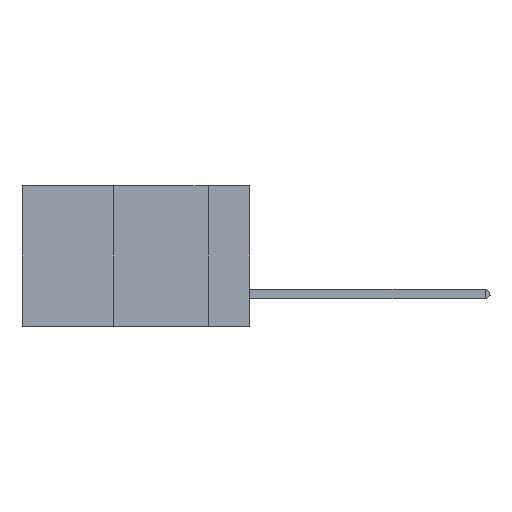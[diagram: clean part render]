
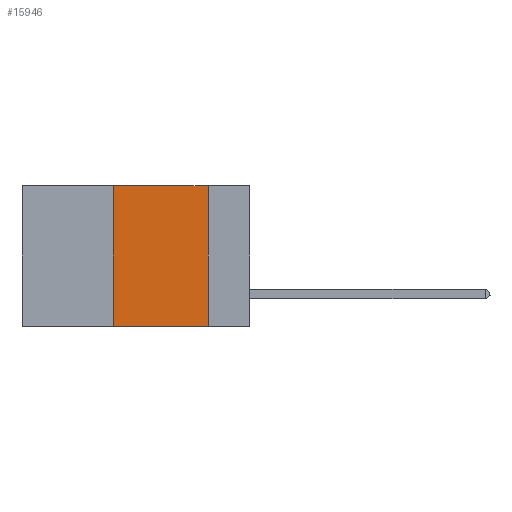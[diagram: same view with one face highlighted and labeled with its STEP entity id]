
A CAD part, left-side view. The second image highlights one B-rep face of the part: STEP entity #15946.
In plain terms, the highlighted planar face has unit normal (-1, 0, 0).
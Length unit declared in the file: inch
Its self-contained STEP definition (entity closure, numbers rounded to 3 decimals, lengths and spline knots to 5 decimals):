
#721 = VERTEX_POINT ( 'NONE', #7193 ) ;
#1789 = ORIENTED_EDGE ( 'NONE', *, *, #5441, .F. ) ;
#3346 = CARTESIAN_POINT ( 'NONE',  ( 0., 0.6, 0. ) ) ;
#4797 = CARTESIAN_POINT ( 'NONE',  ( 0., 0.6, 0. ) ) ;
#5217 = ORIENTED_EDGE ( 'NONE', *, *, #20610, .T. ) ;
#5441 = EDGE_CURVE ( 'NONE', #16320, #20529, #15217, .T. ) ;
#5669 = CARTESIAN_POINT ( 'NONE',  ( 0., 0.11, 0. ) ) ;
#6175 = EDGE_LOOP ( 'NONE', ( #1789, #12552, #12907, #5217 ) ) ;
#6332 = FACE_OUTER_BOUND ( 'NONE', #6175, .T. ) ;
#6840 = CARTESIAN_POINT ( 'NONE',  ( 0., 0.11, -0.37 ) ) ;
#7193 = CARTESIAN_POINT ( 'NONE',  ( 0., 0.36, 0. ) ) ;
#7885 = DIRECTION ( 'NONE',  ( 0., 0., -1. ) ) ;
#8217 = DIRECTION ( 'NONE',  ( 0., 0., -1. ) ) ;
#8928 = VECTOR ( 'NONE', #16672, 39.37008 ) ;
#9690 = DIRECTION ( 'NONE',  ( 1., 0., 0. ) ) ;
#9792 = EDGE_CURVE ( 'NONE', #721, #16320, #18691, .T. ) ;
#9897 = PLANE ( 'NONE',  #12204 ) ;
#11873 = CARTESIAN_POINT ( 'NONE',  ( 0., 0.6, -0.37 ) ) ;
#11878 = CARTESIAN_POINT ( 'NONE',  ( 0., 0.36, -0.37 ) ) ;
#11904 = CARTESIAN_POINT ( 'NONE',  ( 0., 0.36, 0. ) ) ;
#12204 = AXIS2_PLACEMENT_3D ( 'NONE', #3346, #9690, #8217 ) ;
#12552 = ORIENTED_EDGE ( 'NONE', *, *, #9792, .F. ) ;
#12907 = ORIENTED_EDGE ( 'NONE', *, *, #16532, .F. ) ;
#13180 = LINE ( 'NONE', #11873, #8928 ) ;
#13967 = VECTOR ( 'NONE', #7885, 39.37008 ) ;
#13999 = VECTOR ( 'NONE', #19270, 39.37008 ) ;
#14272 = VERTEX_POINT ( 'NONE', #11878 ) ;
#15217 = LINE ( 'NONE', #18955, #13967 ) ;
#15946 = ADVANCED_FACE ( 'NONE', ( #6332 ), #9897, .F. ) ;
#16263 = LINE ( 'NONE', #11904, #13999 ) ;
#16320 = VERTEX_POINT ( 'NONE', #5669 ) ;
#16532 = EDGE_CURVE ( 'NONE', #14272, #721, #16263, .T. ) ;
#16672 = DIRECTION ( 'NONE',  ( 0., -1., 0. ) ) ;
#17373 = DIRECTION ( 'NONE',  ( 0., -1., 0. ) ) ;
#18691 = LINE ( 'NONE', #4797, #20195 ) ;
#18955 = CARTESIAN_POINT ( 'NONE',  ( 0., 0.11, 0. ) ) ;
#19270 = DIRECTION ( 'NONE',  ( 0., 0., 1. ) ) ;
#20195 = VECTOR ( 'NONE', #17373, 39.37008 ) ;
#20529 = VERTEX_POINT ( 'NONE', #6840 ) ;
#20610 = EDGE_CURVE ( 'NONE', #14272, #20529, #13180, .T. ) ;
